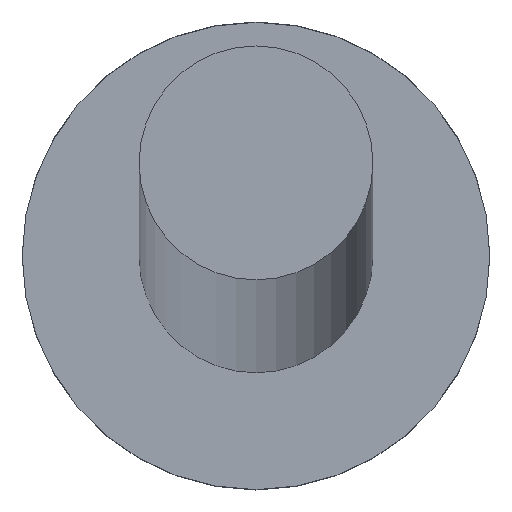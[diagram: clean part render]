
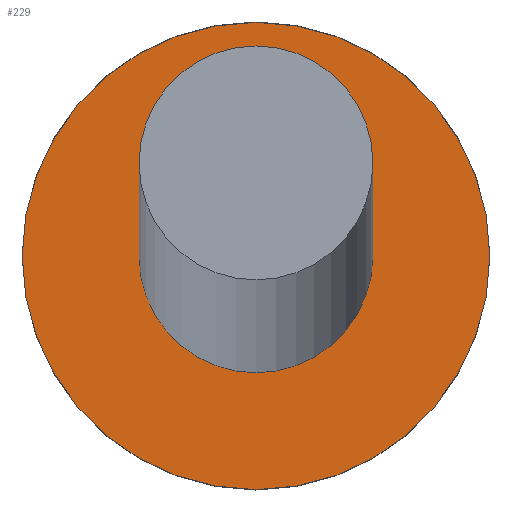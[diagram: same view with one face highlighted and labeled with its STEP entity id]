
A CAD part, top view. The second image highlights one B-rep face of the part: STEP entity #229.
In plain terms, the highlighted planar face has unit normal (0, 0, 1).
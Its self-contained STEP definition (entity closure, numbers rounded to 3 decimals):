
#4 = ORIENTED_EDGE ( 'NONE', *, *, #161, .F. ) ;
#6 = AXIS2_PLACEMENT_3D ( 'NONE', #160, #33, #103 ) ;
#9 = CARTESIAN_POINT ( 'NONE',  ( 0., 0., 3. ) ) ;
#19 = AXIS2_PLACEMENT_3D ( 'NONE', #151, #170, #254 ) ;
#22 = AXIS2_PLACEMENT_3D ( 'NONE', #84, #176, #101 ) ;
#33 = DIRECTION ( 'NONE',  ( 0., 0., 1. ) ) ;
#38 = CARTESIAN_POINT ( 'NONE',  ( 0., 0., 3. ) ) ;
#46 = EDGE_LOOP ( 'NONE', ( #180, #117 ) ) ;
#63 = VERTEX_POINT ( 'NONE', #155 ) ;
#79 = VERTEX_POINT ( 'NONE', #217 ) ;
#82 = CIRCLE ( 'NONE', #6, 3.5 ) ;
#83 = VERTEX_POINT ( 'NONE', #220 ) ;
#84 = CARTESIAN_POINT ( 'NONE',  ( 0., 0., 3. ) ) ;
#86 = DIRECTION ( 'NONE',  ( 1., 0., 0. ) ) ;
#90 = CIRCLE ( 'NONE', #240, 1.75 ) ;
#101 = DIRECTION ( 'NONE',  ( 1., 0., 0. ) ) ;
#103 = DIRECTION ( 'NONE',  ( 1., 0., 0. ) ) ;
#108 = EDGE_LOOP ( 'NONE', ( #4, #154 ) ) ;
#112 = DIRECTION ( 'NONE',  ( 0., 0., 1. ) ) ;
#114 = EDGE_CURVE ( 'NONE', #79, #63, #214, .T. ) ;
#115 = FACE_BOUND ( 'NONE', #108, .T. ) ;
#117 = ORIENTED_EDGE ( 'NONE', *, *, #114, .T. ) ;
#129 = FACE_OUTER_BOUND ( 'NONE', #46, .T. ) ;
#151 = CARTESIAN_POINT ( 'NONE',  ( 0., 0., 3. ) ) ;
#154 = ORIENTED_EDGE ( 'NONE', *, *, #250, .F. ) ;
#155 = CARTESIAN_POINT ( 'NONE',  ( -3.5, 0., 3. ) ) ;
#156 = AXIS2_PLACEMENT_3D ( 'NONE', #38, #112, #193 ) ;
#158 = DIRECTION ( 'NONE',  ( 0., 0., 1. ) ) ;
#160 = CARTESIAN_POINT ( 'NONE',  ( 0., 0., 3. ) ) ;
#161 = EDGE_CURVE ( 'NONE', #216, #83, #90, .T. ) ;
#168 = EDGE_CURVE ( 'NONE', #63, #79, #82, .T. ) ;
#170 = DIRECTION ( 'NONE',  ( 0., 0., 1. ) ) ;
#171 = CIRCLE ( 'NONE', #156, 1.75 ) ;
#176 = DIRECTION ( 'NONE',  ( 0., 0., 1. ) ) ;
#180 = ORIENTED_EDGE ( 'NONE', *, *, #168, .T. ) ;
#193 = DIRECTION ( 'NONE',  ( 1., 0., 0. ) ) ;
#214 = CIRCLE ( 'NONE', #22, 3.5 ) ;
#216 = VERTEX_POINT ( 'NONE', #253 ) ;
#217 = CARTESIAN_POINT ( 'NONE',  ( 3.5, 0., 3. ) ) ;
#220 = CARTESIAN_POINT ( 'NONE',  ( 1.75, 0., 3. ) ) ;
#229 = ADVANCED_FACE ( 'NONE', ( #115, #129 ), #252, .T. ) ;
#240 = AXIS2_PLACEMENT_3D ( 'NONE', #9, #158, #86 ) ;
#250 = EDGE_CURVE ( 'NONE', #83, #216, #171, .T. ) ;
#252 = PLANE ( 'NONE',  #19 ) ;
#253 = CARTESIAN_POINT ( 'NONE',  ( -1.75, 0., 3. ) ) ;
#254 = DIRECTION ( 'NONE',  ( 1., 0., 0. ) ) ;
